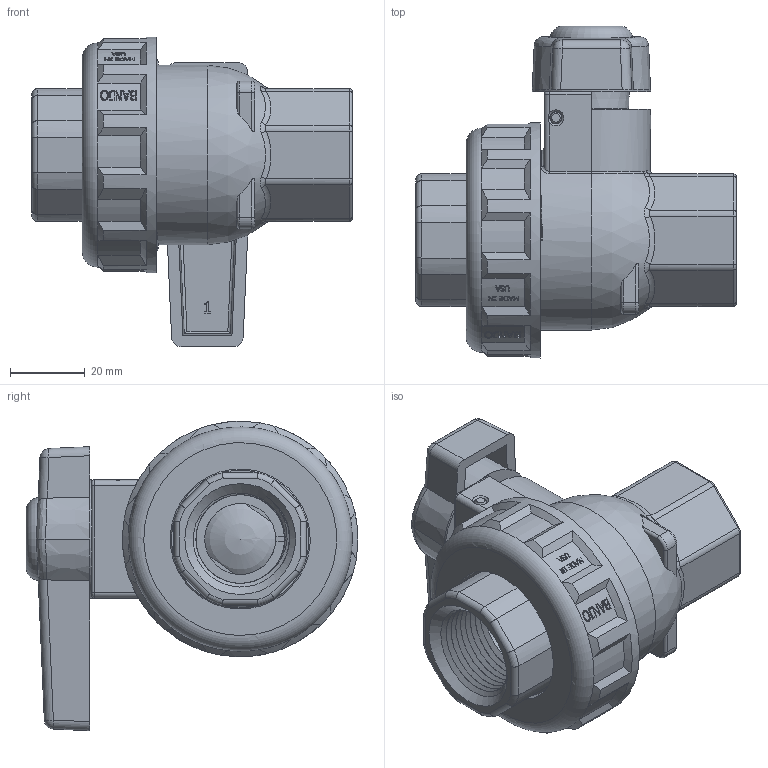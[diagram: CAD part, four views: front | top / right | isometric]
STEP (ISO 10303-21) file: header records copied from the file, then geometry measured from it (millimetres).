
FILE_DESCRIPTION((''),'2;1');
FILE_NAME('SUV075FP.stp','2011-12-20T08:12:19',('mclevenger'),(''),'Autodesk Inventor 2012','Autodesk Inventor 2012','');
FILE_SCHEMA(('AUTOMOTIVE_DESIGN { 1 0 10303 214 1 1 1 1 }'));
Length unit declared in the file: inch
Products named in the file (15): SUV075FP; SUV07254; SUV07256; A213; A019; UV07258; UV07257; SUV07150; SUV10153; WS20002; V10163; V07353C; WS07255A; WS07255AM; WS07255AX
Assembly tree (16 placements, depth 4):
  SUV075FP
    SUV07254
    SUV07256
    A213
    A019  x2
    UV07258  x2
    UV07257
    SUV07150
    SUV10153
    WS20002
    V10163
    V07353C
    WS07255A
      WS07255AM
        WS07255AX
Bounding box: 85.98 x 89.06 x 83.03 mm (x, y, z)
Volume: 132751.3 mm3; surface area: 70392.7 mm2
Topology: 14 solids, 14 shells, 949 faces, 2391 edges, 1524 vertices
Faces by surface type: plane 431, cylinder 203, bspline 181, cone 77, torus 49, sphere 8
Full cylindrical faces by diameter (mm): 3.175 x2, 3.251 x1, 7.938 x1, 12.548 x1, 15.24 x1, 15.494 x4, 19.05 x3, 20.066 x2, 20.32 x4, 20.676 x2, 22.352 x1, 22.835 x1, 25.4 x2, 29.083 x2, 31.75 x1, 31.801 x1, 34.849 x1, 35.052 x1, 36.83 x1, 36.957 x1, 37.084 x1, 37.592 x1, 38.862 x1, 40.132 x1, 46.507 x1, 48.158 x3, 51.753 x5, 63.183 x1
Entity records: 54803 total; most frequent: CARTESIAN_POINT 33688, ORIENTED_EDGE 4526, DIRECTION 3790, EDGE_CURVE 2263, VERTEX_POINT 1479, AXIS2_PLACEMENT_3D 1363, EDGE_LOOP 1084, VECTOR 1064
